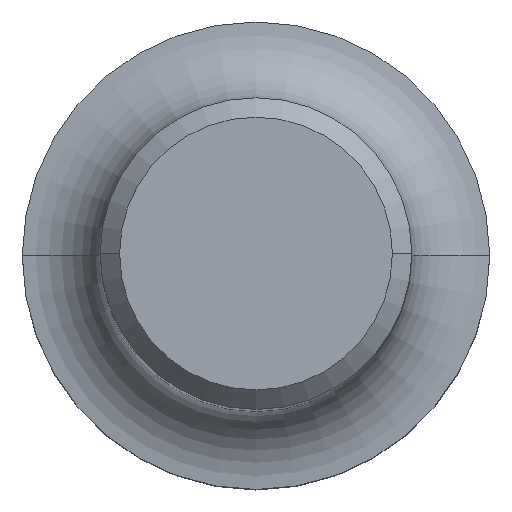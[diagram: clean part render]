
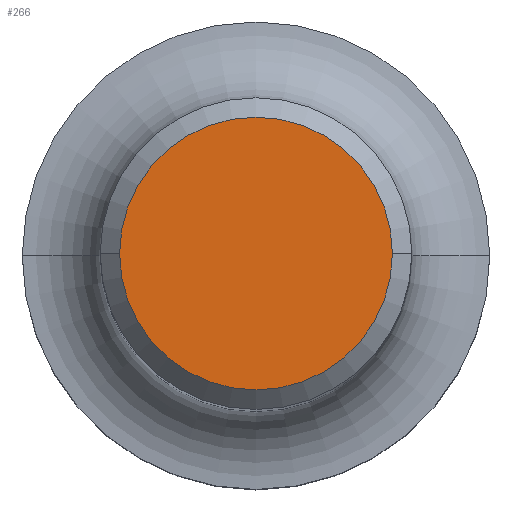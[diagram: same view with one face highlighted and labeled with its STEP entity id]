
A CAD part, top view. The second image highlights one B-rep face of the part: STEP entity #266.
In plain terms, the highlighted planar face has unit normal (0, 0, 1).
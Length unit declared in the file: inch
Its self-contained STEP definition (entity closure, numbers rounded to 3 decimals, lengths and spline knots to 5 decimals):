
#50 = DIRECTION ( 'NONE',  ( 0., 0., 1. ) ) ;
#68 = AXIS2_PLACEMENT_3D ( 'NONE', #160, #122, #446 ) ;
#95 = CIRCLE ( 'NONE', #200, 0.2188 ) ;
#102 = PLANE ( 'NONE',  #443 ) ;
#106 = DIRECTION ( 'NONE',  ( -1., 0., 0. ) ) ;
#122 = DIRECTION ( 'NONE',  ( 0., 0., 1. ) ) ;
#146 = EDGE_CURVE ( 'NONE', #492, #168, #95, .T. ) ;
#158 = ORIENTED_EDGE ( 'NONE', *, *, #146, .T. ) ;
#160 = CARTESIAN_POINT ( 'NONE',  ( 0., 0., 0. ) ) ;
#168 = VERTEX_POINT ( 'NONE', #199 ) ;
#170 = CARTESIAN_POINT ( 'NONE',  ( 0., 0.2188, 0. ) ) ;
#179 = FACE_OUTER_BOUND ( 'NONE', #468, .T. ) ;
#181 = EDGE_CURVE ( 'NONE', #168, #492, #437, .T. ) ;
#199 = CARTESIAN_POINT ( 'NONE',  ( 0.2188, 0., 0. ) ) ;
#200 = AXIS2_PLACEMENT_3D ( 'NONE', #418, #50, #254 ) ;
#227 = DIRECTION ( 'NONE',  ( 0., 0., -1. ) ) ;
#254 = DIRECTION ( 'NONE',  ( 1., 0., 0. ) ) ;
#266 = ADVANCED_FACE ( 'NONE', ( #179 ), #102, .F. ) ;
#369 = CARTESIAN_POINT ( 'NONE',  ( -0.2188, 0., 0. ) ) ;
#418 = CARTESIAN_POINT ( 'NONE',  ( 0., 0., 0. ) ) ;
#427 = ORIENTED_EDGE ( 'NONE', *, *, #181, .T. ) ;
#437 = CIRCLE ( 'NONE', #68, 0.2188 ) ;
#443 = AXIS2_PLACEMENT_3D ( 'NONE', #170, #227, #106 ) ;
#446 = DIRECTION ( 'NONE',  ( 1., 0., 0. ) ) ;
#468 = EDGE_LOOP ( 'NONE', ( #158, #427 ) ) ;
#492 = VERTEX_POINT ( 'NONE', #369 ) ;
